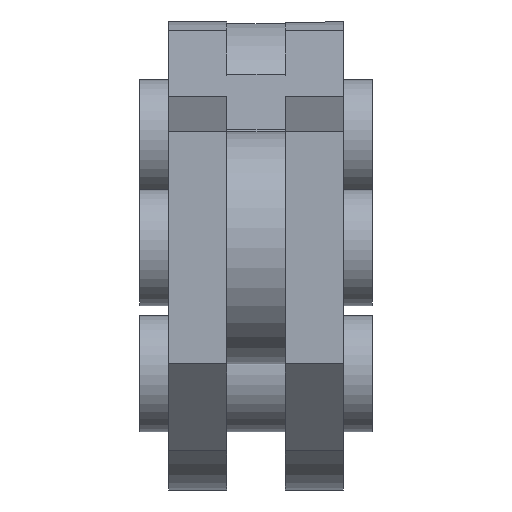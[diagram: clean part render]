
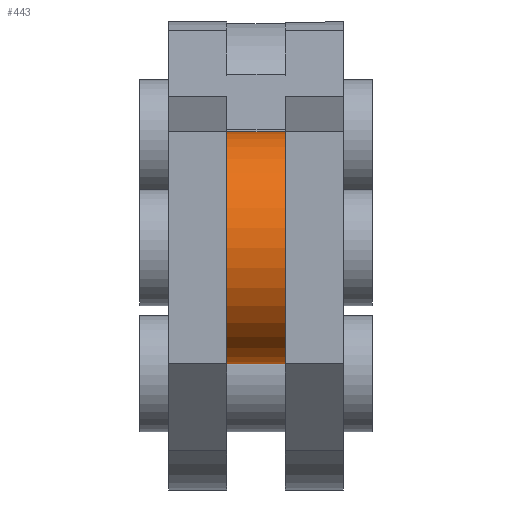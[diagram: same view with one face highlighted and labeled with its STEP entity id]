
A CAD part, left-side view. The second image highlights one B-rep face of the part: STEP entity #443.
In plain terms, the highlighted cylindrical face has radius 6.35 mm (diameter 12.7 mm), a partial arc.
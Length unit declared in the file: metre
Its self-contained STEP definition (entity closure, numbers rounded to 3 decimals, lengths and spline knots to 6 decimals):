
#10=LINE('',#692,#48);
#11=LINE('',#697,#49);
#48=VECTOR('',#559,1.);
#49=VECTOR('',#562,1.);
#123=CYLINDRICAL_SURFACE('',#498,0.00635);
#135=ORIENTED_EDGE('',*,*,#245,.F.);
#136=ORIENTED_EDGE('',*,*,#246,.F.);
#137=ORIENTED_EDGE('',*,*,#247,.F.);
#138=ORIENTED_EDGE('',*,*,#248,.F.);
#245=EDGE_CURVE('',#301,#302,#10,.T.);
#246=EDGE_CURVE('',#303,#301,#341,.T.);
#247=EDGE_CURVE('',#304,#303,#11,.T.);
#248=EDGE_CURVE('',#302,#304,#342,.T.);
#301=VERTEX_POINT('',#693);
#302=VERTEX_POINT('',#694);
#303=VERTEX_POINT('',#696);
#304=VERTEX_POINT('',#698);
#341=CIRCLE('',#499,0.00635);
#342=CIRCLE('',#500,0.00635);
#361=EDGE_LOOP('',(#135,#136,#137,#138));
#395=FACE_BOUND('',#361,.T.);
#443=ADVANCED_FACE('',(#395),#123,.T.);
#498=AXIS2_PLACEMENT_3D('',#691,#557,#558);
#499=AXIS2_PLACEMENT_3D('',#695,#560,#561);
#500=AXIS2_PLACEMENT_3D('',#699,#563,#564);
#557=DIRECTION('',(0.,-1.,0.));
#558=DIRECTION('',(0.,0.,-1.));
#559=DIRECTION('',(0.,-1.,0.));
#560=DIRECTION('',(0.,1.,0.));
#561=DIRECTION('',(-1.,0.,0.));
#562=DIRECTION('',(0.,1.,0.));
#563=DIRECTION('',(0.,-1.,0.));
#564=DIRECTION('',(1.,0.,0.));
#691=CARTESIAN_POINT('',(0.00635,0.009525,-0.00635));
#692=CARTESIAN_POINT('',(0.00635,0.009525,0.));
#693=CARTESIAN_POINT('',(0.00635,0.00635,0.));
#694=CARTESIAN_POINT('',(0.00635,0.003175,0.));
#695=CARTESIAN_POINT('',(0.00635,0.00635,-0.00635));
#696=CARTESIAN_POINT('',(0.00635,0.00635,-0.0127));
#697=CARTESIAN_POINT('',(0.00635,0.009525,-0.0127));
#698=CARTESIAN_POINT('',(0.00635,0.003175,-0.0127));
#699=CARTESIAN_POINT('',(0.00635,0.003175,-0.00635));
